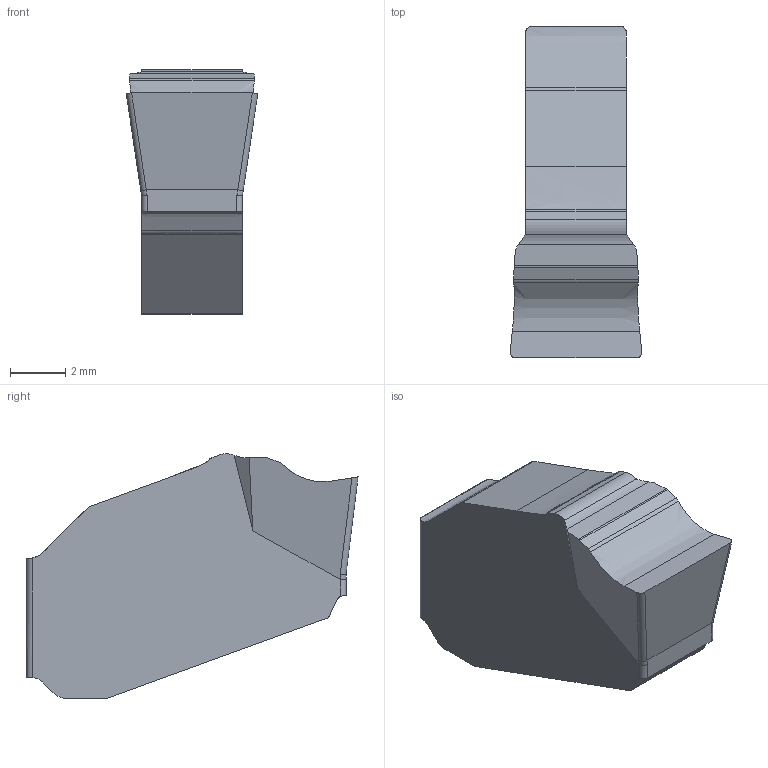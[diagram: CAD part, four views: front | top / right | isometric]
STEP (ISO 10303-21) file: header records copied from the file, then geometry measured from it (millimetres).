
FILE_DESCRIPTION(/* description */ (''),/* implementation_level */ '2;1');
FILE_NAME(/* name */ 'aaa339177_a.stp',/* time_stamp */ '2019-09-27T07:41:50+02:00',/* author */ (''),/* organization */ ('SMS'),/* preprocessor_version */ 'ST-DEVELOPER v16.7',/* originating_system */ 'SIEMENS PLM Software NX 12.0',/* authorisation */ '');
FILE_SCHEMA (('AUTOMOTIVE_DESIGN { 1 0 10303 214 3 1 1 1 }'));
Length unit declared in the file: millimetre
Products named in the file (1): AAA339177_A
Bounding box: 4.75 x 12 x 8.84 mm (x, y, z)
Volume: 277.1 mm3; surface area: 280.8 mm2
Topology: 1 solids, 1 shells, 41 faces, 118 edges, 81 vertices
Faces by surface type: plane 18, cylinder 18, extrusion 5
Entity records: 1721 total; most frequent: CARTESIAN_POINT 588, ORIENTED_EDGE 234, DIRECTION 216, EDGE_CURVE 117, VERTEX_POINT 78, VECTOR 72, AXIS2_PLACEMENT_3D 72, LINE 67
